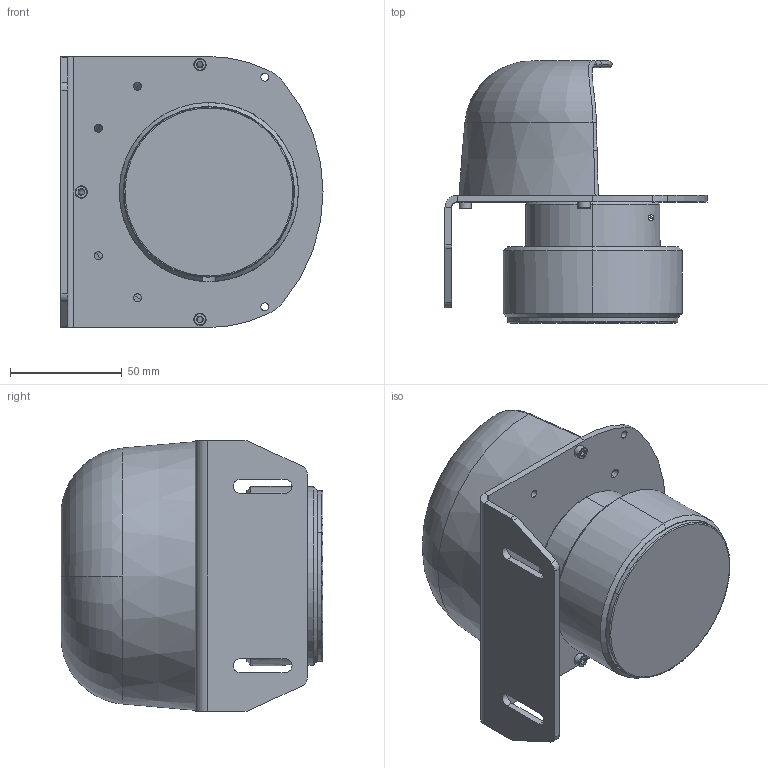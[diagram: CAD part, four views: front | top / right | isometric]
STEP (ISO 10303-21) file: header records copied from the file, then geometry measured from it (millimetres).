
FILE_DESCRIPTION (( 'STEP AP203' ), '1' );
FILE_NAME ('SCP31.STEP', '2013-05-16T07:50:08', ( 'Systemverwalter' ), ( 'CAPTRON Electronic GmbH' ), 'SwSTEP 2.0', 'SolidWorks 2011', '' );
FILE_SCHEMA (( 'CONFIG_CONTROL_DESIGN' ));
Length unit declared in the file: millimetre
Products named in the file (1): SCP31
Bounding box: 117.06 x 117 x 121 mm (x, y, z)
Surface area: 99031.6 mm2 (no closed solid volume)
Topology: 0 solids, 10 shells, 244 faces, 760 edges, 514 vertices
Faces by surface type: plane 87, cylinder 72, bspline 36, cone 30, torus 19
Entity records: 11188 total; most frequent: CARTESIAN_POINT 4489, DIRECTION 1370, ORIENTED_EDGE 1288, EDGE_CURVE 760, VERTEX_POINT 514, AXIS2_PLACEMENT_3D 505, VECTOR 360, LINE 360
